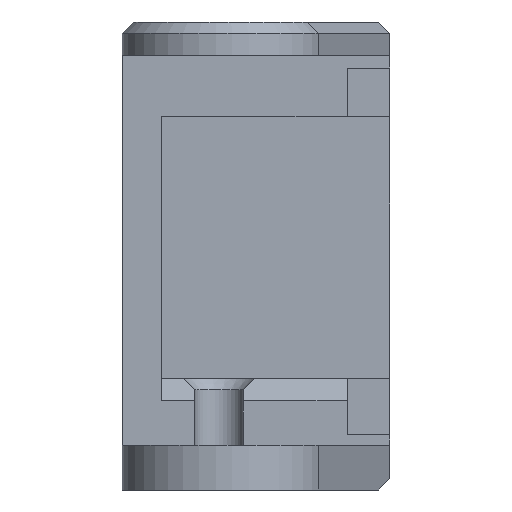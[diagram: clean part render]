
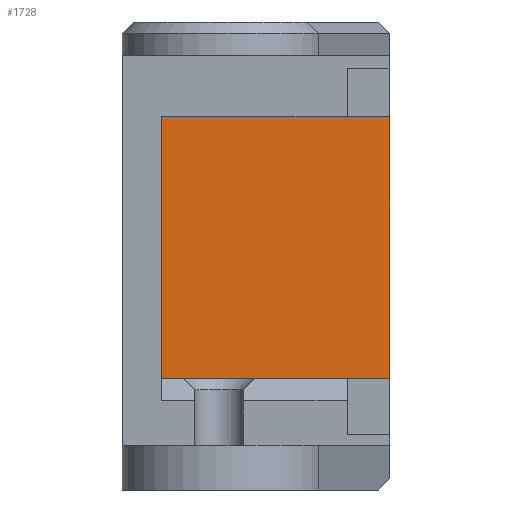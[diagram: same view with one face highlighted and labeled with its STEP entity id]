
A CAD part, left-side view. The second image highlights one B-rep face of the part: STEP entity #1728.
In plain terms, the highlighted planar face has unit normal (-1, 0, 0).
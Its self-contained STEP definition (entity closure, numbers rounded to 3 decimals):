
#91=PLANE('',#1888);
#179=FACE_OUTER_BOUND('',#281,.T.);
#281=EDGE_LOOP('',(#1524,#1525,#1526,#1527));
#405=LINE('',#2714,#592);
#457=LINE('',#2828,#644);
#458=LINE('',#2831,#645);
#459=LINE('',#2832,#646);
#592=VECTOR('',#2221,1.);
#644=VECTOR('',#2329,1.);
#645=VECTOR('',#2332,1.);
#646=VECTOR('',#2333,1.);
#838=VERTEX_POINT('',#2711);
#839=VERTEX_POINT('',#2713);
#873=VERTEX_POINT('',#2826);
#874=VERTEX_POINT('',#2830);
#1046=EDGE_CURVE('',#839,#838,#405,.T.);
#1105=EDGE_CURVE('',#838,#873,#457,.T.);
#1106=EDGE_CURVE('',#839,#874,#458,.T.);
#1107=EDGE_CURVE('',#874,#873,#459,.T.);
#1524=ORIENTED_EDGE('',*,*,#1106,.F.);
#1525=ORIENTED_EDGE('',*,*,#1046,.T.);
#1526=ORIENTED_EDGE('',*,*,#1105,.T.);
#1527=ORIENTED_EDGE('',*,*,#1107,.F.);
#1728=ADVANCED_FACE('',(#179),#91,.T.);
#1888=AXIS2_PLACEMENT_3D('',#2829,#2330,#2331);
#2221=DIRECTION('',(0.,1.,0.));
#2329=DIRECTION('',(0.,0.,-1.));
#2330=DIRECTION('center_axis',(-1.,0.,0.));
#2331=DIRECTION('ref_axis',(0.,0.,-1.));
#2332=DIRECTION('',(0.,0.,-1.));
#2333=DIRECTION('',(0.,1.,0.));
#2711=CARTESIAN_POINT('',(53.5,-17.5,24.5));
#2713=CARTESIAN_POINT('',(53.5,-38.,24.5));
#2714=CARTESIAN_POINT('',(53.5,-40.,24.5));
#2826=CARTESIAN_POINT('',(53.5,-17.5,1.));
#2828=CARTESIAN_POINT('',(53.5,-17.5,24.5));
#2829=CARTESIAN_POINT('Origin',(53.5,-40.,24.5));
#2830=CARTESIAN_POINT('',(53.5,-38.,1.));
#2831=CARTESIAN_POINT('',(53.5,-38.,7.75));
#2832=CARTESIAN_POINT('',(53.5,-40.,1.));
